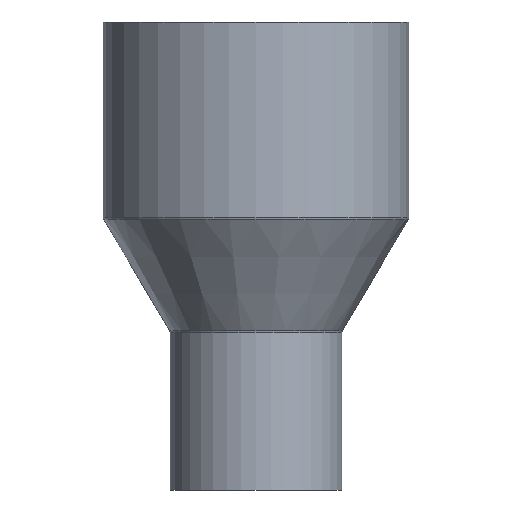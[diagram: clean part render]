
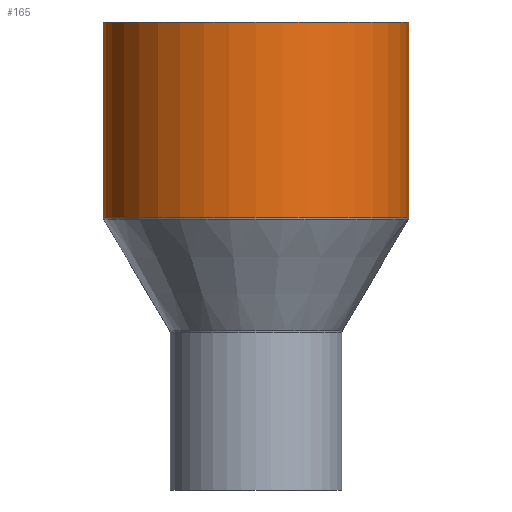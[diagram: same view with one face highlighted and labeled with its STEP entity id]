
A CAD part, front view. The second image highlights one B-rep face of the part: STEP entity #165.
In plain terms, the highlighted cylindrical face has radius 80 mm (diameter 160 mm), a partial arc.
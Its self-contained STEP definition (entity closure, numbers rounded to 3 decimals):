
#46 = AXIS2_PLACEMENT_3D ( 'NONE', #336, #91, #78 ) ;
#54 = EDGE_CURVE ( 'NONE', #229, #391, #386, .T. ) ;
#61 = CARTESIAN_POINT ( 'NONE',  ( 0., 0., 26.593 ) ) ;
#63 = VECTOR ( 'NONE', #133, 1000. ) ;
#78 = DIRECTION ( 'NONE',  ( -1., 0., 0. ) ) ;
#90 = ORIENTED_EDGE ( 'NONE', *, *, #54, .T. ) ;
#91 = DIRECTION ( 'NONE',  ( 0., 0., -1. ) ) ;
#133 = DIRECTION ( 'NONE',  ( 0., 0., -1. ) ) ;
#156 = DIRECTION ( 'NONE',  ( -1., 0., 0. ) ) ;
#160 = EDGE_CURVE ( 'NONE', #441, #240, #307, .T. ) ;
#165 = ADVANCED_FACE ( 'NONE', ( #367 ), #654, .T. ) ;
#166 = ORIENTED_EDGE ( 'NONE', *, *, #551, .F. ) ;
#202 = CARTESIAN_POINT ( 'NONE',  ( 0., 0., -16.533 ) ) ;
#229 = VERTEX_POINT ( 'NONE', #514 ) ;
#240 = VERTEX_POINT ( 'NONE', #464 ) ;
#275 = CARTESIAN_POINT ( 'NONE',  ( -80., 0., -16.533 ) ) ;
#293 = VECTOR ( 'NONE', #370, 1000. ) ;
#307 = CIRCLE ( 'NONE', #347, 80. ) ;
#309 = DIRECTION ( 'NONE',  ( 0., 0., -1. ) ) ;
#333 = ORIENTED_EDGE ( 'NONE', *, *, #335, .T. ) ;
#335 = EDGE_CURVE ( 'NONE', #391, #240, #581, .T. ) ;
#336 = CARTESIAN_POINT ( 'NONE',  ( 0., 0., 129.044 ) ) ;
#337 = EDGE_LOOP ( 'NONE', ( #166, #90, #333, #387 ) ) ;
#339 = CARTESIAN_POINT ( 'NONE',  ( 80., 0., 26.593 ) ) ;
#347 = AXIS2_PLACEMENT_3D ( 'NONE', #61, #407, #156 ) ;
#367 = FACE_OUTER_BOUND ( 'NONE', #337, .T. ) ;
#370 = DIRECTION ( 'NONE',  ( 0., 0., -1. ) ) ;
#386 = CIRCLE ( 'NONE', #46, 80. ) ;
#387 = ORIENTED_EDGE ( 'NONE', *, *, #160, .F. ) ;
#391 = VERTEX_POINT ( 'NONE', #625 ) ;
#403 = DIRECTION ( 'NONE',  ( -1., 0., 0. ) ) ;
#407 = DIRECTION ( 'NONE',  ( 0., 0., -1. ) ) ;
#441 = VERTEX_POINT ( 'NONE', #339 ) ;
#464 = CARTESIAN_POINT ( 'NONE',  ( -80., 0., 26.593 ) ) ;
#514 = CARTESIAN_POINT ( 'NONE',  ( 80., 0., 129.044 ) ) ;
#520 = AXIS2_PLACEMENT_3D ( 'NONE', #202, #309, #403 ) ;
#537 = LINE ( 'NONE', #591, #63 ) ;
#551 = EDGE_CURVE ( 'NONE', #229, #441, #537, .T. ) ;
#581 = LINE ( 'NONE', #275, #293 ) ;
#591 = CARTESIAN_POINT ( 'NONE',  ( 80., 0., -16.533 ) ) ;
#625 = CARTESIAN_POINT ( 'NONE',  ( -80., 0., 129.044 ) ) ;
#654 = CYLINDRICAL_SURFACE ( 'NONE', #520, 80. ) ;
